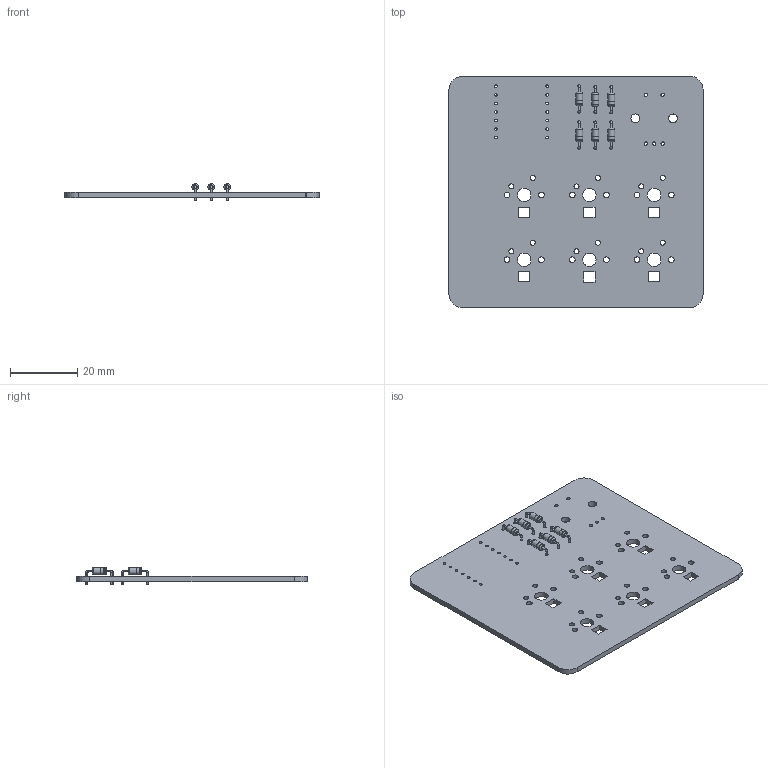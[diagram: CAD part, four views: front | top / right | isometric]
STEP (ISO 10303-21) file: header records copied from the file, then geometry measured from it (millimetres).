
FILE_DESCRIPTION(('KiCad electronic assembly'),'2;1');
FILE_NAME('HackPad Osu Macropad.step','2025-02-15T18:53:31',('Pcbnew'),( 'Kicad'),'Open CASCADE STEP processor 7.8','KiCad to STEP converter' ,'Unknown');
FILE_SCHEMA(('AUTOMOTIVE_DESIGN { 1 0 10303 214 1 1 1 1 }'));
Length unit declared in the file: millimetre
Products named in the file (4): HackPad Osu Macropad 1; D_DO-35_SOD27_P7.62mm_Horizontal; HackPad Osu Macropad_PCB
Assembly tree (8 placements, depth 3):
  HackPad Osu Macropad 1
    D_DO-35_SOD27_P7.62mm_Horizontal  x6
      D_DO-35_SOD27_P7.62mm_Horizontal
    HackPad Osu Macropad_PCB
Bounding box: 75.42 x 68.75 x 5.01 mm (x, y, z)
Volume: 8016.1 mm3; surface area: 11269.8 mm2
Topology: 13 solids, 13 shells, 196 faces, 438 edges, 280 vertices
Faces by surface type: cylinder 103, plane 69, torus 24
Full cylindrical faces by diameter (mm): 0.5 x18, 0.8 x26, 1 x5, 1.5 x12, 1.7 x12, 2 x12, 2.02 x6, 2.6 x2, 4 x6
Entity records: 4247 total; most frequent: DIRECTION 720, CARTESIAN_POINT 653, ORIENTED_EDGE 636, EDGE_CURVE 318, AXIS2_PLACEMENT_3D 277, FACE_BOUND 256, EDGE_LOOP 256, VERTEX_POINT 210
